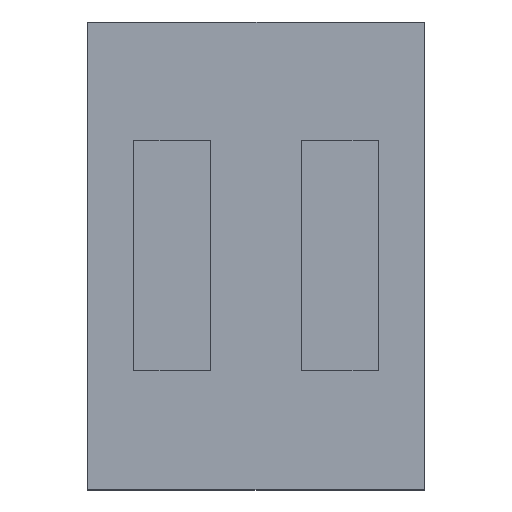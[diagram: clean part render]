
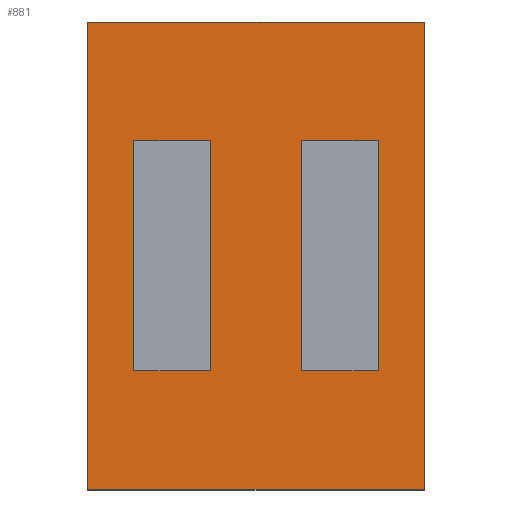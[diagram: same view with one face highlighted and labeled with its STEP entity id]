
A CAD part, top view. The second image highlights one B-rep face of the part: STEP entity #881.
In plain terms, the highlighted planar face has unit normal (0, 0, 1).
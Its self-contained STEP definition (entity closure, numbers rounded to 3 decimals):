
#1 = CARTESIAN_POINT ( 'NONE',  ( 0., 0., 4.65 ) ) ;
#13 = EDGE_CURVE ( 'NONE', #798, #601, #136, .T. ) ;
#16 = CARTESIAN_POINT ( 'NONE',  ( 0., 0., 4.65 ) ) ;
#17 = VECTOR ( 'NONE', #630, 1000. ) ;
#40 = ORIENTED_EDGE ( 'NONE', *, *, #258, .T. ) ;
#63 = EDGE_CURVE ( 'NONE', #474, #117, #212, .T. ) ;
#117 = VERTEX_POINT ( 'NONE', #1012 ) ;
#135 = EDGE_CURVE ( 'NONE', #964, #421, #203, .T. ) ;
#136 = LINE ( 'NONE', #447, #788 ) ;
#144 = EDGE_CURVE ( 'NONE', #117, #851, #290, .T. ) ;
#148 = DIRECTION ( 'NONE',  ( -1., 0., 0. ) ) ;
#158 = FACE_BOUND ( 'NONE', #426, .T. ) ;
#167 = CARTESIAN_POINT ( 'NONE',  ( 3.79, 1.55, 4.65 ) ) ;
#175 = ORIENTED_EDGE ( 'NONE', *, *, #215, .F. ) ;
#203 = LINE ( 'NONE', #365, #771 ) ;
#207 = CARTESIAN_POINT ( 'NONE',  ( 0.6, 4.55, 4.65 ) ) ;
#210 = VECTOR ( 'NONE', #719, 1000. ) ;
#212 = LINE ( 'NONE', #590, #1014 ) ;
#215 = EDGE_CURVE ( 'NONE', #601, #521, #309, .T. ) ;
#220 = DIRECTION ( 'NONE',  ( -1., 0., 0. ) ) ;
#236 = EDGE_LOOP ( 'NONE', ( #977, #870, #361, #953 ) ) ;
#243 = EDGE_CURVE ( 'NONE', #799, #798, #822, .T. ) ;
#258 = EDGE_CURVE ( 'NONE', #316, #964, #897, .T. ) ;
#290 = LINE ( 'NONE', #167, #17 ) ;
#297 = VECTOR ( 'NONE', #746, 1000. ) ;
#309 = LINE ( 'NONE', #404, #829 ) ;
#311 = CARTESIAN_POINT ( 'NONE',  ( 2.79, 4.55, 4.65 ) ) ;
#316 = VERTEX_POINT ( 'NONE', #888 ) ;
#330 = DIRECTION ( 'NONE',  ( 0., -1., 0. ) ) ;
#341 = ORIENTED_EDGE ( 'NONE', *, *, #135, .T. ) ;
#347 = CARTESIAN_POINT ( 'NONE',  ( 1.6, 1.55, 4.65 ) ) ;
#359 = CARTESIAN_POINT ( 'NONE',  ( 3.79, 4.55, 4.65 ) ) ;
#361 = ORIENTED_EDGE ( 'NONE', *, *, #947, .F. ) ;
#365 = CARTESIAN_POINT ( 'NONE',  ( 0., 0., 4.65 ) ) ;
#370 = DIRECTION ( 'NONE',  ( -1., 0., 0. ) ) ;
#382 = ORIENTED_EDGE ( 'NONE', *, *, #13, .F. ) ;
#399 = LINE ( 'NONE', #1, #210 ) ;
#403 = ORIENTED_EDGE ( 'NONE', *, *, #442, .F. ) ;
#404 = CARTESIAN_POINT ( 'NONE',  ( 1.6, 1.55, 4.65 ) ) ;
#421 = VERTEX_POINT ( 'NONE', #519 ) ;
#423 = CARTESIAN_POINT ( 'NONE',  ( 2.79, 1.55, 4.65 ) ) ;
#425 = CARTESIAN_POINT ( 'NONE',  ( 0., 6.1, 4.65 ) ) ;
#426 = EDGE_LOOP ( 'NONE', ( #382, #464, #403, #175 ) ) ;
#431 = DIRECTION ( 'NONE',  ( 1., 0., 0. ) ) ;
#442 = EDGE_CURVE ( 'NONE', #521, #799, #908, .T. ) ;
#447 = CARTESIAN_POINT ( 'NONE',  ( 0.6, 1.55, 4.65 ) ) ;
#455 = EDGE_CURVE ( 'NONE', #631, #316, #609, .T. ) ;
#464 = ORIENTED_EDGE ( 'NONE', *, *, #243, .F. ) ;
#474 = VERTEX_POINT ( 'NONE', #917 ) ;
#500 = LINE ( 'NONE', #423, #857 ) ;
#516 = CARTESIAN_POINT ( 'NONE',  ( 0.6, 1.55, 4.65 ) ) ;
#519 = CARTESIAN_POINT ( 'NONE',  ( 0., 0., 4.65 ) ) ;
#521 = VERTEX_POINT ( 'NONE', #803 ) ;
#529 = EDGE_CURVE ( 'NONE', #421, #631, #399, .T. ) ;
#590 = CARTESIAN_POINT ( 'NONE',  ( 2.79, 1.55, 4.65 ) ) ;
#601 = VERTEX_POINT ( 'NONE', #347 ) ;
#605 = CARTESIAN_POINT ( 'NONE',  ( 4.39, 0., 4.65 ) ) ;
#606 = DIRECTION ( 'NONE',  ( 0., -1., 0. ) ) ;
#609 = LINE ( 'NONE', #605, #987 ) ;
#617 = PLANE ( 'NONE',  #998 ) ;
#622 = DIRECTION ( 'NONE',  ( 0., 1., 0. ) ) ;
#623 = DIRECTION ( 'NONE',  ( 0., 0., -1. ) ) ;
#626 = VECTOR ( 'NONE', #817, 1000. ) ;
#630 = DIRECTION ( 'NONE',  ( 0., 1., 0. ) ) ;
#631 = VERTEX_POINT ( 'NONE', #882 ) ;
#672 = DIRECTION ( 'NONE',  ( 0., 1., 0. ) ) ;
#682 = DIRECTION ( 'NONE',  ( 1., 0., 0. ) ) ;
#694 = FACE_OUTER_BOUND ( 'NONE', #985, .T. ) ;
#699 = ORIENTED_EDGE ( 'NONE', *, *, #529, .T. ) ;
#719 = DIRECTION ( 'NONE',  ( 1., 0., 0. ) ) ;
#746 = DIRECTION ( 'NONE',  ( 0., -1., 0. ) ) ;
#767 = EDGE_CURVE ( 'NONE', #931, #474, #500, .T. ) ;
#771 = VECTOR ( 'NONE', #606, 1000. ) ;
#788 = VECTOR ( 'NONE', #682, 1000. ) ;
#797 = VECTOR ( 'NONE', #370, 1000. ) ;
#798 = VERTEX_POINT ( 'NONE', #516 ) ;
#799 = VERTEX_POINT ( 'NONE', #837 ) ;
#800 = CARTESIAN_POINT ( 'NONE',  ( 2.79, 4.55, 4.65 ) ) ;
#803 = CARTESIAN_POINT ( 'NONE',  ( 1.6, 4.55, 4.65 ) ) ;
#817 = DIRECTION ( 'NONE',  ( -1., 0., 0. ) ) ;
#822 = LINE ( 'NONE', #828, #297 ) ;
#828 = CARTESIAN_POINT ( 'NONE',  ( 0.6, 1.55, 4.65 ) ) ;
#829 = VECTOR ( 'NONE', #622, 1000. ) ;
#837 = CARTESIAN_POINT ( 'NONE',  ( 0.6, 4.55, 4.65 ) ) ;
#851 = VERTEX_POINT ( 'NONE', #359 ) ;
#857 = VECTOR ( 'NONE', #330, 1000. ) ;
#859 = ORIENTED_EDGE ( 'NONE', *, *, #455, .T. ) ;
#870 = ORIENTED_EDGE ( 'NONE', *, *, #767, .F. ) ;
#881 = ADVANCED_FACE ( 'NONE', ( #158, #932, #694 ), #617, .F. ) ;
#882 = CARTESIAN_POINT ( 'NONE',  ( 4.39, 0., 4.65 ) ) ;
#884 = CARTESIAN_POINT ( 'NONE',  ( 0., 6.1, 4.65 ) ) ;
#888 = CARTESIAN_POINT ( 'NONE',  ( 4.39, 6.1, 4.65 ) ) ;
#897 = LINE ( 'NONE', #425, #626 ) ;
#908 = LINE ( 'NONE', #207, #797 ) ;
#917 = CARTESIAN_POINT ( 'NONE',  ( 2.79, 1.55, 4.65 ) ) ;
#925 = LINE ( 'NONE', #311, #946 ) ;
#931 = VERTEX_POINT ( 'NONE', #800 ) ;
#932 = FACE_BOUND ( 'NONE', #236, .T. ) ;
#946 = VECTOR ( 'NONE', #220, 1000. ) ;
#947 = EDGE_CURVE ( 'NONE', #851, #931, #925, .T. ) ;
#953 = ORIENTED_EDGE ( 'NONE', *, *, #144, .F. ) ;
#964 = VERTEX_POINT ( 'NONE', #884 ) ;
#977 = ORIENTED_EDGE ( 'NONE', *, *, #63, .F. ) ;
#985 = EDGE_LOOP ( 'NONE', ( #341, #699, #859, #40 ) ) ;
#987 = VECTOR ( 'NONE', #672, 1000. ) ;
#998 = AXIS2_PLACEMENT_3D ( 'NONE', #16, #623, #148 ) ;
#1012 = CARTESIAN_POINT ( 'NONE',  ( 3.79, 1.55, 4.65 ) ) ;
#1014 = VECTOR ( 'NONE', #431, 1000. ) ;
